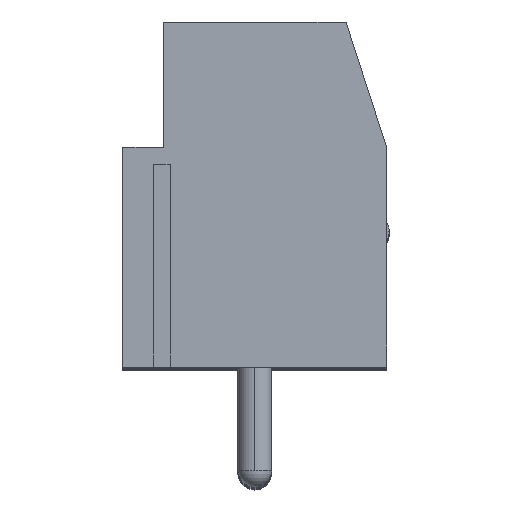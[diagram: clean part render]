
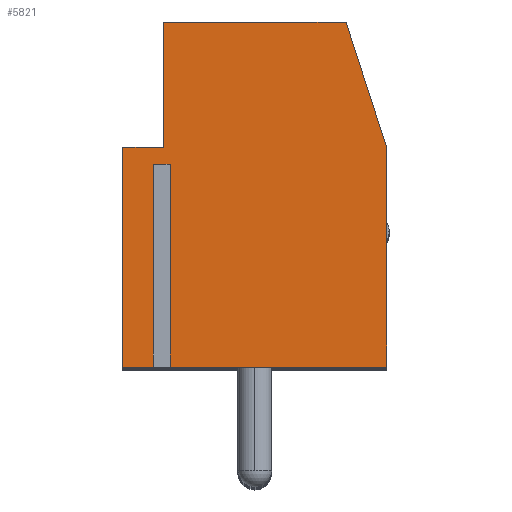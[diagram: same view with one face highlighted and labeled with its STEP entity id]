
A CAD part, top view. The second image highlights one B-rep face of the part: STEP entity #5821.
In plain terms, the highlighted planar face has unit normal (0, 0, 1).
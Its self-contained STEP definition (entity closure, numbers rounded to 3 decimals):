
#7 = VERTEX_POINT ( 'NONE', #3300 ) ;
#13 = EDGE_CURVE ( 'NONE', #2468, #5357, #1927, .T. ) ;
#35 = CARTESIAN_POINT ( 'NONE',  ( 3.9, -5.1, 0. ) ) ;
#76 = DIRECTION ( 'NONE',  ( 0., 0., 1. ) ) ;
#121 = EDGE_CURVE ( 'NONE', #2556, #4467, #2858, .T. ) ;
#155 = CARTESIAN_POINT ( 'NONE',  ( -2.61, 0.9, 0. ) ) ;
#164 = VECTOR ( 'NONE', #4365, 1000. ) ;
#196 = VERTEX_POINT ( 'NONE', #155 ) ;
#276 = VECTOR ( 'NONE', #4598, 1000. ) ;
#288 = DIRECTION ( 'NONE',  ( -1., 0., 0. ) ) ;
#390 = ORIENTED_EDGE ( 'NONE', *, *, #530, .F. ) ;
#479 = CARTESIAN_POINT ( 'NONE',  ( -3.9, 1.4, 0. ) ) ;
#487 = CARTESIAN_POINT ( 'NONE',  ( -2.7, 0., 0. ) ) ;
#516 = CARTESIAN_POINT ( 'NONE',  ( -2.89, -5.1, 0. ) ) ;
#530 = EDGE_CURVE ( 'NONE', #1294, #4467, #3272, .T. ) ;
#542 = DIRECTION ( 'NONE',  ( 0., 1., 0. ) ) ;
#548 = ORIENTED_EDGE ( 'NONE', *, *, #1960, .T. ) ;
#892 = VECTOR ( 'NONE', #5498, 1000. ) ;
#948 = CARTESIAN_POINT ( 'NONE',  ( -2.7, 5.1, 0. ) ) ;
#1033 = DIRECTION ( 'NONE',  ( -1., 0., 0. ) ) ;
#1044 = LINE ( 'NONE', #3648, #892 ) ;
#1119 = LINE ( 'NONE', #2116, #3411 ) ;
#1262 = CARTESIAN_POINT ( 'NONE',  ( 0., 5.1, 0. ) ) ;
#1273 = ORIENTED_EDGE ( 'NONE', *, *, #2557, .T. ) ;
#1294 = VERTEX_POINT ( 'NONE', #2202 ) ;
#1325 = CARTESIAN_POINT ( 'NONE',  ( 3.9, 0., 0. ) ) ;
#1374 = LINE ( 'NONE', #5253, #164 ) ;
#1387 = DIRECTION ( 'NONE',  ( 0., -1., 0. ) ) ;
#1649 = CARTESIAN_POINT ( 'NONE',  ( 0., 1.4, 0. ) ) ;
#1662 = ORIENTED_EDGE ( 'NONE', *, *, #3544, .F. ) ;
#1724 = VECTOR ( 'NONE', #4930, 1000. ) ;
#1867 = CARTESIAN_POINT ( 'NONE',  ( 0., -5.1, 0. ) ) ;
#1927 = LINE ( 'NONE', #3168, #3003 ) ;
#1960 = EDGE_CURVE ( 'NONE', #5812, #3142, #2786, .T. ) ;
#2018 = VECTOR ( 'NONE', #288, 1000. ) ;
#2064 = ORIENTED_EDGE ( 'NONE', *, *, #5646, .T. ) ;
#2116 = CARTESIAN_POINT ( 'NONE',  ( -2.61, -9.1, 0. ) ) ;
#2202 = CARTESIAN_POINT ( 'NONE',  ( 3.9, 1.4, 0. ) ) ;
#2417 = LINE ( 'NONE', #3774, #2863 ) ;
#2445 = EDGE_CURVE ( 'NONE', #5357, #3221, #1044, .T. ) ;
#2468 = VERTEX_POINT ( 'NONE', #479 ) ;
#2495 = VECTOR ( 'NONE', #542, 1000. ) ;
#2556 = VERTEX_POINT ( 'NONE', #4641 ) ;
#2557 = EDGE_CURVE ( 'NONE', #3221, #7, #3689, .T. ) ;
#2786 = LINE ( 'NONE', #487, #5060 ) ;
#2826 = CARTESIAN_POINT ( 'NONE',  ( -2.89, -9.1, 0. ) ) ;
#2858 = LINE ( 'NONE', #1867, #276 ) ;
#2863 = VECTOR ( 'NONE', #1033, 1000. ) ;
#2948 = LINE ( 'NONE', #1262, #1724 ) ;
#3003 = VECTOR ( 'NONE', #3333, 1000. ) ;
#3083 = ORIENTED_EDGE ( 'NONE', *, *, #3820, .F. ) ;
#3142 = VERTEX_POINT ( 'NONE', #4104 ) ;
#3168 = CARTESIAN_POINT ( 'NONE',  ( -3.9, 0., 0. ) ) ;
#3221 = VERTEX_POINT ( 'NONE', #516 ) ;
#3231 = LINE ( 'NONE', #1649, #2018 ) ;
#3249 = ORIENTED_EDGE ( 'NONE', *, *, #4222, .T. ) ;
#3263 = DIRECTION ( 'NONE',  ( 1., 0., 0. ) ) ;
#3272 = LINE ( 'NONE', #1325, #5566 ) ;
#3300 = CARTESIAN_POINT ( 'NONE',  ( -2.89, 0.9, 0. ) ) ;
#3333 = DIRECTION ( 'NONE',  ( 0., -1., 0. ) ) ;
#3411 = VECTOR ( 'NONE', #3926, 1000. ) ;
#3541 = VERTEX_POINT ( 'NONE', #5750 ) ;
#3544 = EDGE_CURVE ( 'NONE', #2556, #196, #1119, .T. ) ;
#3648 = CARTESIAN_POINT ( 'NONE',  ( 0., -5.1, 0. ) ) ;
#3689 = LINE ( 'NONE', #2826, #2495 ) ;
#3718 = FACE_OUTER_BOUND ( 'NONE', #5857, .T. ) ;
#3774 = CARTESIAN_POINT ( 'NONE',  ( -3., 0.9, 0. ) ) ;
#3812 = ORIENTED_EDGE ( 'NONE', *, *, #13, .T. ) ;
#3820 = EDGE_CURVE ( 'NONE', #196, #7, #2417, .T. ) ;
#3926 = DIRECTION ( 'NONE',  ( 0., 1., 0. ) ) ;
#4104 = CARTESIAN_POINT ( 'NONE',  ( -2.7, 1.4, 0. ) ) ;
#4127 = CARTESIAN_POINT ( 'NONE',  ( 0., 0., 0. ) ) ;
#4148 = DIRECTION ( 'NONE',  ( 0., -1., 0. ) ) ;
#4170 = PLANE ( 'NONE',  #4651 ) ;
#4222 = EDGE_CURVE ( 'NONE', #3142, #2468, #3231, .T. ) ;
#4337 = ORIENTED_EDGE ( 'NONE', *, *, #2445, .T. ) ;
#4365 = DIRECTION ( 'NONE',  ( -0.309, 0.951, 0. ) ) ;
#4467 = VERTEX_POINT ( 'NONE', #35 ) ;
#4598 = DIRECTION ( 'NONE',  ( 1., 0., 0. ) ) ;
#4641 = CARTESIAN_POINT ( 'NONE',  ( -2.61, -5.1, 0. ) ) ;
#4651 = AXIS2_PLACEMENT_3D ( 'NONE', #4127, #76, #3263 ) ;
#4930 = DIRECTION ( 'NONE',  ( 1., 0., 0. ) ) ;
#4962 = ORIENTED_EDGE ( 'NONE', *, *, #5768, .F. ) ;
#5060 = VECTOR ( 'NONE', #4148, 1000. ) ;
#5253 = CARTESIAN_POINT ( 'NONE',  ( 3.94, 1.278, 0. ) ) ;
#5357 = VERTEX_POINT ( 'NONE', #5483 ) ;
#5379 = ORIENTED_EDGE ( 'NONE', *, *, #121, .T. ) ;
#5483 = CARTESIAN_POINT ( 'NONE',  ( -3.9, -5.1, 0. ) ) ;
#5498 = DIRECTION ( 'NONE',  ( 1., 0., 0. ) ) ;
#5566 = VECTOR ( 'NONE', #1387, 1000. ) ;
#5646 = EDGE_CURVE ( 'NONE', #1294, #3541, #1374, .T. ) ;
#5750 = CARTESIAN_POINT ( 'NONE',  ( 2.7, 5.1, 0. ) ) ;
#5768 = EDGE_CURVE ( 'NONE', #5812, #3541, #2948, .T. ) ;
#5812 = VERTEX_POINT ( 'NONE', #948 ) ;
#5821 = ADVANCED_FACE ( 'NONE', ( #3718 ), #4170, .T. ) ;
#5857 = EDGE_LOOP ( 'NONE', ( #4337, #1273, #3083, #1662, #5379, #390, #2064, #4962, #548, #3249, #3812 ) ) ;
